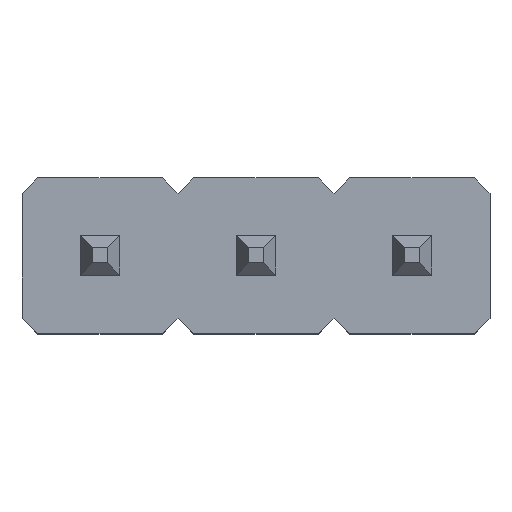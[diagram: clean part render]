
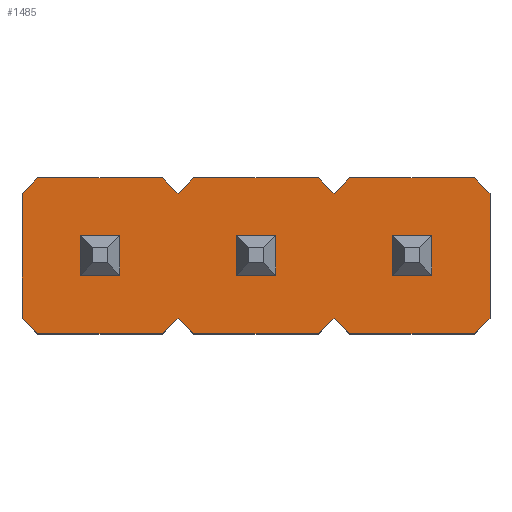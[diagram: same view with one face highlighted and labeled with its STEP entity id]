
A CAD part, top view. The second image highlights one B-rep face of the part: STEP entity #1485.
In plain terms, the highlighted face is planar.
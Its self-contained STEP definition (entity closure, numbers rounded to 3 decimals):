
#19=FACE_BOUND('',#126,.T.);
#20=FACE_BOUND('',#127,.T.);
#21=FACE_BOUND('',#128,.T.);
#36=FACE_OUTER_BOUND('',#125,.T.);
#125=EDGE_LOOP('',(#1000,#1001,#1002,#1003,#1004,#1005,#1006,#1007,#1008,
#1009,#1010,#1011,#1012,#1013,#1014,#1015,#1016,#1017,#1018,#1019));
#126=EDGE_LOOP('',(#1020,#1021,#1022,#1023));
#127=EDGE_LOOP('',(#1024,#1025,#1026,#1027));
#128=EDGE_LOOP('',(#1028,#1029,#1030,#1031));
#206=LINE('',#2056,#410);
#233=LINE('',#2113,#437);
#235=LINE('',#2117,#439);
#237=LINE('',#2121,#441);
#240=LINE('',#2127,#444);
#249=LINE('',#2144,#453);
#250=LINE('',#2147,#454);
#251=LINE('',#2149,#455);
#252=LINE('',#2151,#456);
#253=LINE('',#2153,#457);
#254=LINE('',#2155,#458);
#255=LINE('',#2157,#459);
#256=LINE('',#2158,#460);
#257=LINE('',#2160,#461);
#258=LINE('',#2162,#462);
#259=LINE('',#2164,#463);
#260=LINE('',#2166,#464);
#261=LINE('',#2168,#465);
#262=LINE('',#2170,#466);
#263=LINE('',#2171,#467);
#264=LINE('',#2174,#468);
#265=LINE('',#2176,#469);
#266=LINE('',#2178,#470);
#267=LINE('',#2179,#471);
#268=LINE('',#2182,#472);
#269=LINE('',#2184,#473);
#270=LINE('',#2186,#474);
#271=LINE('',#2187,#475);
#272=LINE('',#2190,#476);
#273=LINE('',#2192,#477);
#274=LINE('',#2194,#478);
#275=LINE('',#2195,#479);
#410=VECTOR('',#1671,10.);
#437=VECTOR('',#1710,0.359);
#439=VECTOR('',#1714,2.032);
#441=VECTOR('',#1718,0.359);
#444=VECTOR('',#1723,2.032);
#453=VECTOR('',#1736,2.032);
#454=VECTOR('',#1739,0.359);
#455=VECTOR('',#1740,2.032);
#456=VECTOR('',#1741,0.359);
#457=VECTOR('',#1742,0.359);
#458=VECTOR('',#1743,2.032);
#459=VECTOR('',#1744,0.359);
#460=VECTOR('',#1745,0.359);
#461=VECTOR('',#1746,0.359);
#462=VECTOR('',#1747,0.359);
#463=VECTOR('',#1748,2.032);
#464=VECTOR('',#1749,0.359);
#465=VECTOR('',#1750,0.359);
#466=VECTOR('',#1751,2.032);
#467=VECTOR('',#1752,0.359);
#468=VECTOR('',#1753,0.65);
#469=VECTOR('',#1754,0.65);
#470=VECTOR('',#1755,0.65);
#471=VECTOR('',#1756,0.65);
#472=VECTOR('',#1757,0.65);
#473=VECTOR('',#1758,0.65);
#474=VECTOR('',#1759,0.65);
#475=VECTOR('',#1760,0.65);
#476=VECTOR('',#1761,0.65);
#477=VECTOR('',#1762,0.65);
#478=VECTOR('',#1763,0.65);
#479=VECTOR('',#1764,0.65);
#614=VERTEX_POINT('',#2054);
#615=VERTEX_POINT('',#2055);
#638=VERTEX_POINT('',#2110);
#639=VERTEX_POINT('',#2112);
#640=VERTEX_POINT('',#2116);
#641=VERTEX_POINT('',#2120);
#643=VERTEX_POINT('',#2126);
#649=VERTEX_POINT('',#2142);
#650=VERTEX_POINT('',#2146);
#651=VERTEX_POINT('',#2148);
#652=VERTEX_POINT('',#2150);
#653=VERTEX_POINT('',#2152);
#654=VERTEX_POINT('',#2154);
#655=VERTEX_POINT('',#2156);
#656=VERTEX_POINT('',#2159);
#657=VERTEX_POINT('',#2161);
#658=VERTEX_POINT('',#2163);
#659=VERTEX_POINT('',#2165);
#660=VERTEX_POINT('',#2167);
#661=VERTEX_POINT('',#2169);
#662=VERTEX_POINT('',#2172);
#663=VERTEX_POINT('',#2173);
#664=VERTEX_POINT('',#2175);
#665=VERTEX_POINT('',#2177);
#666=VERTEX_POINT('',#2180);
#667=VERTEX_POINT('',#2181);
#668=VERTEX_POINT('',#2183);
#669=VERTEX_POINT('',#2185);
#670=VERTEX_POINT('',#2188);
#671=VERTEX_POINT('',#2189);
#672=VERTEX_POINT('',#2191);
#673=VERTEX_POINT('',#2193);
#738=EDGE_CURVE('',#614,#615,#206,.T.);
#765=EDGE_CURVE('',#639,#638,#233,.T.);
#767=EDGE_CURVE('',#640,#639,#235,.T.);
#769=EDGE_CURVE('',#641,#640,#237,.T.);
#772=EDGE_CURVE('',#643,#641,#240,.T.);
#781=EDGE_CURVE('',#638,#649,#249,.T.);
#782=EDGE_CURVE('',#615,#650,#250,.T.);
#783=EDGE_CURVE('',#650,#651,#251,.T.);
#784=EDGE_CURVE('',#651,#652,#252,.T.);
#785=EDGE_CURVE('',#652,#653,#253,.T.);
#786=EDGE_CURVE('',#653,#654,#254,.T.);
#787=EDGE_CURVE('',#654,#655,#255,.T.);
#788=EDGE_CURVE('',#655,#643,#256,.T.);
#789=EDGE_CURVE('',#649,#656,#257,.T.);
#790=EDGE_CURVE('',#656,#657,#258,.T.);
#791=EDGE_CURVE('',#657,#658,#259,.T.);
#792=EDGE_CURVE('',#658,#659,#260,.T.);
#793=EDGE_CURVE('',#659,#660,#261,.T.);
#794=EDGE_CURVE('',#660,#661,#262,.T.);
#795=EDGE_CURVE('',#661,#614,#263,.T.);
#796=EDGE_CURVE('',#662,#663,#264,.T.);
#797=EDGE_CURVE('',#663,#664,#265,.T.);
#798=EDGE_CURVE('',#665,#664,#266,.T.);
#799=EDGE_CURVE('',#662,#665,#267,.T.);
#800=EDGE_CURVE('',#666,#667,#268,.T.);
#801=EDGE_CURVE('',#667,#668,#269,.T.);
#802=EDGE_CURVE('',#669,#668,#270,.T.);
#803=EDGE_CURVE('',#666,#669,#271,.T.);
#804=EDGE_CURVE('',#670,#671,#272,.T.);
#805=EDGE_CURVE('',#671,#672,#273,.T.);
#806=EDGE_CURVE('',#673,#672,#274,.T.);
#807=EDGE_CURVE('',#670,#673,#275,.T.);
#1000=ORIENTED_EDGE('',*,*,#738,.T.);
#1001=ORIENTED_EDGE('',*,*,#782,.T.);
#1002=ORIENTED_EDGE('',*,*,#783,.T.);
#1003=ORIENTED_EDGE('',*,*,#784,.T.);
#1004=ORIENTED_EDGE('',*,*,#785,.T.);
#1005=ORIENTED_EDGE('',*,*,#786,.T.);
#1006=ORIENTED_EDGE('',*,*,#787,.T.);
#1007=ORIENTED_EDGE('',*,*,#788,.T.);
#1008=ORIENTED_EDGE('',*,*,#772,.T.);
#1009=ORIENTED_EDGE('',*,*,#769,.T.);
#1010=ORIENTED_EDGE('',*,*,#767,.T.);
#1011=ORIENTED_EDGE('',*,*,#765,.T.);
#1012=ORIENTED_EDGE('',*,*,#781,.T.);
#1013=ORIENTED_EDGE('',*,*,#789,.T.);
#1014=ORIENTED_EDGE('',*,*,#790,.T.);
#1015=ORIENTED_EDGE('',*,*,#791,.T.);
#1016=ORIENTED_EDGE('',*,*,#792,.T.);
#1017=ORIENTED_EDGE('',*,*,#793,.T.);
#1018=ORIENTED_EDGE('',*,*,#794,.T.);
#1019=ORIENTED_EDGE('',*,*,#795,.T.);
#1020=ORIENTED_EDGE('',*,*,#796,.T.);
#1021=ORIENTED_EDGE('',*,*,#797,.T.);
#1022=ORIENTED_EDGE('',*,*,#798,.F.);
#1023=ORIENTED_EDGE('',*,*,#799,.F.);
#1024=ORIENTED_EDGE('',*,*,#800,.T.);
#1025=ORIENTED_EDGE('',*,*,#801,.T.);
#1026=ORIENTED_EDGE('',*,*,#802,.F.);
#1027=ORIENTED_EDGE('',*,*,#803,.F.);
#1028=ORIENTED_EDGE('',*,*,#804,.T.);
#1029=ORIENTED_EDGE('',*,*,#805,.T.);
#1030=ORIENTED_EDGE('',*,*,#806,.F.);
#1031=ORIENTED_EDGE('',*,*,#807,.F.);
#1362=PLANE('',#1588);
#1485=ADVANCED_FACE('',(#36,#19,#20,#21),#1362,.T.);
#1588=AXIS2_PLACEMENT_3D('',#2145,#1737,#1738);
#1671=DIRECTION('',(0.,0.,-1.));
#1710=DIRECTION('',(0.707,0.,0.707));
#1714=DIRECTION('',(0.,0.,1.));
#1718=DIRECTION('',(-0.707,0.,0.707));
#1723=DIRECTION('',(-1.,0.,0.));
#1736=DIRECTION('',(1.,0.,0.));
#1737=DIRECTION('center_axis',(0.,1.,0.));
#1738=DIRECTION('ref_axis',(1.,0.,0.));
#1739=DIRECTION('',(-0.707,0.,-0.707));
#1740=DIRECTION('',(-1.,0.,0.));
#1741=DIRECTION('',(-0.707,0.,0.707));
#1742=DIRECTION('',(-0.707,0.,-0.707));
#1743=DIRECTION('',(-1.,0.,0.));
#1744=DIRECTION('',(-0.707,0.,0.707));
#1745=DIRECTION('',(-0.707,0.,-0.707));
#1746=DIRECTION('',(0.707,0.,-0.707));
#1747=DIRECTION('',(0.707,0.,0.707));
#1748=DIRECTION('',(1.,0.,0.));
#1749=DIRECTION('',(0.707,0.,-0.707));
#1750=DIRECTION('',(0.707,0.,0.707));
#1751=DIRECTION('',(1.,0.,0.));
#1752=DIRECTION('',(0.707,0.,-0.707));
#1753=DIRECTION('',(0.,0.,-1.));
#1754=DIRECTION('',(1.,0.,0.));
#1755=DIRECTION('',(0.,0.,-1.));
#1756=DIRECTION('',(1.,0.,0.));
#1757=DIRECTION('',(0.,0.,-1.));
#1758=DIRECTION('',(1.,0.,0.));
#1759=DIRECTION('',(0.,0.,-1.));
#1760=DIRECTION('',(1.,0.,0.));
#1761=DIRECTION('',(0.,0.,-1.));
#1762=DIRECTION('',(1.,0.,0.));
#1763=DIRECTION('',(0.,0.,-1.));
#1764=DIRECTION('',(1.,0.,0.));
#2054=CARTESIAN_POINT('',(6.35,2.54,1.016));
#2055=CARTESIAN_POINT('',(6.35,2.54,-1.016));
#2056=CARTESIAN_POINT('',(6.35,2.54,0.));
#2110=CARTESIAN_POINT('',(-1.016,2.54,1.27));
#2112=CARTESIAN_POINT('',(-1.27,2.54,1.016));
#2113=CARTESIAN_POINT('',(-1.27,2.54,1.016));
#2116=CARTESIAN_POINT('',(-1.27,2.54,-1.016));
#2117=CARTESIAN_POINT('',(-1.27,2.54,-1.016));
#2120=CARTESIAN_POINT('',(-1.016,2.54,-1.27));
#2121=CARTESIAN_POINT('',(-1.016,2.54,-1.27));
#2126=CARTESIAN_POINT('',(1.016,2.54,-1.27));
#2127=CARTESIAN_POINT('',(1.016,2.54,-1.27));
#2142=CARTESIAN_POINT('',(1.016,2.54,1.27));
#2144=CARTESIAN_POINT('',(-1.016,2.54,1.27));
#2145=CARTESIAN_POINT('Origin',(0.,2.54,0.));
#2146=CARTESIAN_POINT('',(6.096,2.54,-1.27));
#2147=CARTESIAN_POINT('',(6.35,2.54,-1.016));
#2148=CARTESIAN_POINT('',(4.064,2.54,-1.27));
#2149=CARTESIAN_POINT('',(6.096,2.54,-1.27));
#2150=CARTESIAN_POINT('',(3.81,2.54,-1.016));
#2151=CARTESIAN_POINT('',(4.064,2.54,-1.27));
#2152=CARTESIAN_POINT('',(3.556,2.54,-1.27));
#2153=CARTESIAN_POINT('',(3.81,2.54,-1.016));
#2154=CARTESIAN_POINT('',(1.524,2.54,-1.27));
#2155=CARTESIAN_POINT('',(3.556,2.54,-1.27));
#2156=CARTESIAN_POINT('',(1.27,2.54,-1.016));
#2157=CARTESIAN_POINT('',(1.524,2.54,-1.27));
#2158=CARTESIAN_POINT('',(1.27,2.54,-1.016));
#2159=CARTESIAN_POINT('',(1.27,2.54,1.016));
#2160=CARTESIAN_POINT('',(1.016,2.54,1.27));
#2161=CARTESIAN_POINT('',(1.524,2.54,1.27));
#2162=CARTESIAN_POINT('',(1.27,2.54,1.016));
#2163=CARTESIAN_POINT('',(3.556,2.54,1.27));
#2164=CARTESIAN_POINT('',(1.524,2.54,1.27));
#2165=CARTESIAN_POINT('',(3.81,2.54,1.016));
#2166=CARTESIAN_POINT('',(3.556,2.54,1.27));
#2167=CARTESIAN_POINT('',(4.064,2.54,1.27));
#2168=CARTESIAN_POINT('',(3.81,2.54,1.016));
#2169=CARTESIAN_POINT('',(6.096,2.54,1.27));
#2170=CARTESIAN_POINT('',(4.064,2.54,1.27));
#2171=CARTESIAN_POINT('',(6.096,2.54,1.27));
#2172=CARTESIAN_POINT('',(-0.325,2.54,0.325));
#2173=CARTESIAN_POINT('',(-0.325,2.54,-0.325));
#2174=CARTESIAN_POINT('',(-0.325,2.54,0.325));
#2175=CARTESIAN_POINT('',(0.325,2.54,-0.325));
#2176=CARTESIAN_POINT('',(-0.325,2.54,-0.325));
#2177=CARTESIAN_POINT('',(0.325,2.54,0.325));
#2178=CARTESIAN_POINT('',(0.325,2.54,0.325));
#2179=CARTESIAN_POINT('',(-0.325,2.54,0.325));
#2180=CARTESIAN_POINT('',(2.215,2.54,0.325));
#2181=CARTESIAN_POINT('',(2.215,2.54,-0.325));
#2182=CARTESIAN_POINT('',(2.215,2.54,0.325));
#2183=CARTESIAN_POINT('',(2.865,2.54,-0.325));
#2184=CARTESIAN_POINT('',(2.215,2.54,-0.325));
#2185=CARTESIAN_POINT('',(2.865,2.54,0.325));
#2186=CARTESIAN_POINT('',(2.865,2.54,0.325));
#2187=CARTESIAN_POINT('',(2.215,2.54,0.325));
#2188=CARTESIAN_POINT('',(4.755,2.54,0.325));
#2189=CARTESIAN_POINT('',(4.755,2.54,-0.325));
#2190=CARTESIAN_POINT('',(4.755,2.54,0.325));
#2191=CARTESIAN_POINT('',(5.405,2.54,-0.325));
#2192=CARTESIAN_POINT('',(4.755,2.54,-0.325));
#2193=CARTESIAN_POINT('',(5.405,2.54,0.325));
#2194=CARTESIAN_POINT('',(5.405,2.54,0.325));
#2195=CARTESIAN_POINT('',(4.755,2.54,0.325));
